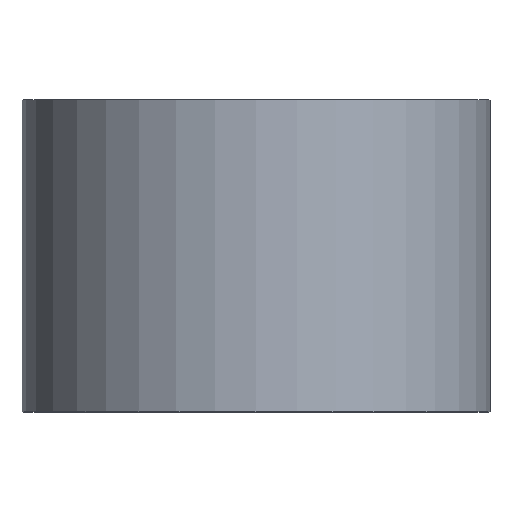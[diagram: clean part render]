
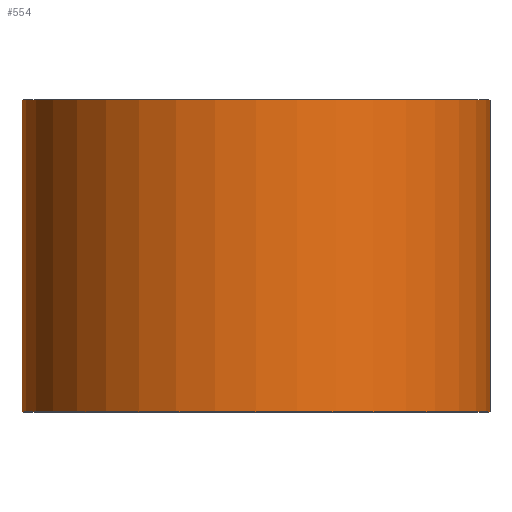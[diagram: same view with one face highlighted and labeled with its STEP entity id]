
A CAD part, top view. The second image highlights one B-rep face of the part: STEP entity #554.
In plain terms, the highlighted cylindrical face has radius 30 mm (diameter 60 mm), a partial arc.
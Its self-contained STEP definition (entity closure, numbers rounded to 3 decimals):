
#270=VERTEX_POINT('',#735);
#304=EDGE_CURVE('',#550,#660,#772,.T.);
#412=EDGE_CURVE('',#690,#270,#901,.T.);
#484=EDGE_CURVE('',#690,#660,#981,.T.);
#550=VERTEX_POINT('',#1057);
#554=ADVANCED_FACE('',(#1061),#1062,.T.);
#586=EDGE_CURVE('',#550,#270,#1095,.T.);
#660=VERTEX_POINT('',#1182);
#690=VERTEX_POINT('',#1215);
#735=CARTESIAN_POINT('',(30.0,40.0,0.0));
#772=LINE('',#1307,#1308);
#901=LINE('',#1473,#1474);
#981=CIRCLE('',#1577,30.0);
#1057=CARTESIAN_POINT('',(-30.0,40.0,0.));
#1061=FACE_OUTER_BOUND('',#1678,.T.);
#1062=CYLINDRICAL_SURFACE('',#1679,30.0);
#1095=CIRCLE('',#1723,30.0);
#1182=CARTESIAN_POINT('',(-30.0,0.0,0.));
#1215=CARTESIAN_POINT('',(30.0,0.0,0.0));
#1307=CARTESIAN_POINT('',(-30.0,20.0,0.));
#1308=VECTOR('',#1958,1.0);
#1473=CARTESIAN_POINT('',(30.0,20.0,0.));
#1474=VECTOR('',#2137,1.0);
#1577=AXIS2_PLACEMENT_3D('',#2225,#2226,#2227);
#1678=EDGE_LOOP('',(#2329,#2330,#2331,#2332));
#1679=AXIS2_PLACEMENT_3D('',#2333,#2334,#2335);
#1723=AXIS2_PLACEMENT_3D('',#2362,#2363,#2364);
#1958=DIRECTION('',(-0.0,-1.0,-0.0));
#2137=DIRECTION('',(0.0,1.0,0.0));
#2225=CARTESIAN_POINT('',(0.0,0.0,0.0));
#2226=DIRECTION('',(0.0,-1.0,0.0));
#2227=DIRECTION('',(1.0,0.0,0.0));
#2329=ORIENTED_EDGE('',*,*,#412,.T.);
#2330=ORIENTED_EDGE('',*,*,#586,.F.);
#2331=ORIENTED_EDGE('',*,*,#304,.T.);
#2332=ORIENTED_EDGE('',*,*,#484,.F.);
#2333=CARTESIAN_POINT('',(0.0,20.0,0.0));
#2334=DIRECTION('',(0.0,-1.0,-0.0));
#2335=DIRECTION('',(1.0,0.0,0.0));
#2362=CARTESIAN_POINT('',(0.0,40.0,0.0));
#2363=DIRECTION('',(-0.0,1.0,0.0));
#2364=DIRECTION('',(1.0,0.0,0.0));
